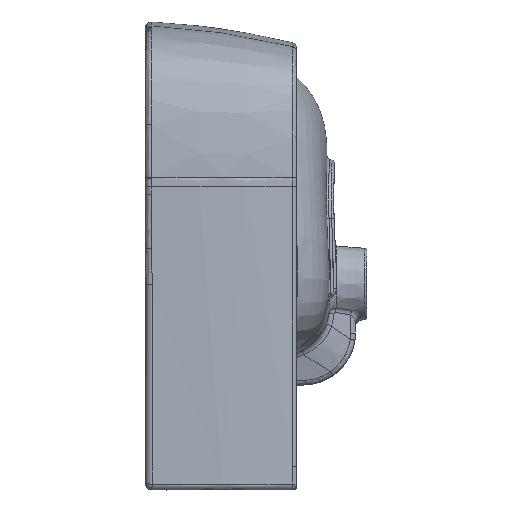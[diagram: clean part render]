
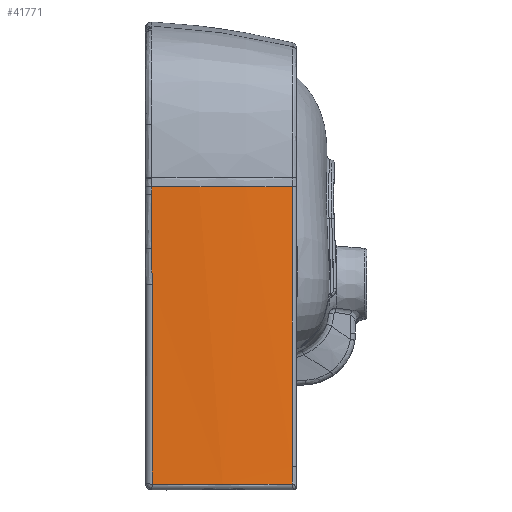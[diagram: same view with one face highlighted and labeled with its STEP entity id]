
A CAD part, left-side view. The second image highlights one B-rep face of the part: STEP entity #41771.
In plain terms, the highlighted cylindrical face has radius 720.267 mm (diameter 1440.53 mm), a partial arc.
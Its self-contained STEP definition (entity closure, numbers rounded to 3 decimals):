
#2716=DIRECTION('',(0.,0.,1.));
#2717=VECTOR('',#2716,269.331);
#2718=CARTESIAN_POINT('',(-255.442,66.547,
-175.509));
#2719=LINE('',#2718,#2717);
#2741=DIRECTION('',(0.,0.,1.));
#2742=VECTOR('',#2741,16.952);
#2743=CARTESIAN_POINT('',(-255.44,66.547,
-192.461));
#2744=LINE('',#2743,#2742);
#2771=CARTESIAN_POINT('',(-255.44,66.547,
-192.461));
#2853=CARTESIAN_POINT('',(-275.388,201.43,
-192.463));
#2854=CARTESIAN_POINT('',(-274.599,186.278,
-192.473));
#2855=CARTESIAN_POINT('',(-272.063,156.023,
-192.458));
#2856=CARTESIAN_POINT('',(-265.401,110.972,
-192.461));
#2857=CARTESIAN_POINT('',(-259.071,81.279,
-192.465));
#2858=CARTESIAN_POINT('',(-255.44,66.547,
-192.461));
#2898=CARTESIAN_POINT('',(-275.405,201.431,
-0.05));
#8982=CARTESIAN_POINT('',(443.879,238.889,93.882));
#8983=DIRECTION('',(0.,0.,-1.));
#8984=DIRECTION('',(-0.971,-0.239,0.));
#8985=AXIS2_PLACEMENT_3D('',#8982,#8983,#8984);
#9001=DIRECTION('',(0.,0.,1.));
#9002=VECTOR('',#9001,192.413);
#9003=CARTESIAN_POINT('',(-275.388,201.43,
-192.463));
#9004=LINE('',#9003,#9002);
#9005=CARTESIAN_POINT('',(-275.414,201.562,33.956));
#9006=CARTESIAN_POINT('',(-275.415,201.573,36.468));
#9007=CARTESIAN_POINT('',(-275.417,201.595,41.508));
#9008=CARTESIAN_POINT('',(-275.419,201.625,49.295));
#9009=CARTESIAN_POINT('',(-275.421,201.647,57.524));
#9010=CARTESIAN_POINT('',(-275.422,201.66,66.41));
#9011=CARTESIAN_POINT('',(-275.424,201.673,76.018));
#9012=CARTESIAN_POINT('',(-275.425,201.684,82.67));
#9013=CARTESIAN_POINT('',(-275.426,201.691,86.137));
#9014=CARTESIAN_POINT('',(-275.426,201.691,86.137));
#9016=CARTESIAN_POINT('',(-275.426,201.692,86.137));
#9017=CARTESIAN_POINT('',(-275.426,201.697,88.698));
#9018=CARTESIAN_POINT('',(-275.427,201.701,91.259));
#9019=CARTESIAN_POINT('',(-275.427,201.706,93.819));
#9033=CARTESIAN_POINT('',(-275.415,201.564,33.956));
#9034=CARTESIAN_POINT('',(-275.413,201.53,30.246));
#9035=CARTESIAN_POINT('',(-275.409,201.477,22.781));
#9036=CARTESIAN_POINT('',(-275.411,201.517,11.446));
#9037=CARTESIAN_POINT('',(-275.407,201.464,3.797));
#9038=CARTESIAN_POINT('',(-275.405,201.431,
-0.05));
#13541=VERTEX_POINT('',#2771);
#13546=CARTESIAN_POINT('',(-275.387,201.43,
-192.462));
#13547=VERTEX_POINT('',#13546);
#13555=VERTEX_POINT('',#2898);
#13578=CARTESIAN_POINT('',(-255.465,66.549,
93.822));
#13579=VERTEX_POINT('',#13578);
#13580=CARTESIAN_POINT('',(-255.442,66.547,
-175.509));
#13581=VERTEX_POINT('',#13580);
#13582=VERTEX_POINT('',#9033);
#13583=VERTEX_POINT('',#9014);
#13584=VERTEX_POINT('',#9019);
#41753=CARTESIAN_POINT('',(443.905,238.887,
-198.118));
#41754=DIRECTION('',(0.,0.,-1.));
#41755=DIRECTION('',(-0.971,-0.239,0.));
#41756=AXIS2_PLACEMENT_3D('',#41753,#41754,#41755);
#41757=CYLINDRICAL_SURFACE('',#41756,720.267);
#41758=ORIENTED_EDGE('',*,*,#20048,.F.);
#41759=ORIENTED_EDGE('',*,*,#20264,.F.);
#41760=ORIENTED_EDGE('',*,*,#20635,.T.);
#41762=ORIENTED_EDGE('',*,*,#41761,.F.);
#41764=ORIENTED_EDGE('',*,*,#41763,.T.);
#41766=ORIENTED_EDGE('',*,*,#41765,.T.);
#41767=ORIENTED_EDGE('',*,*,#41743,.F.);
#41768=ORIENTED_EDGE('',*,*,#19992,.F.);
#41769=EDGE_LOOP('',(#41758,#41759,#41760,#41762,#41764,#41766,#41767,#41768));
#41770=FACE_OUTER_BOUND('',#41769,.F.);
#41771=ADVANCED_FACE('',(#41770),#41757,.T.);
#2859=B_SPLINE_CURVE_WITH_KNOTS('',3,(#2853,#2854,#2855,#2856,#2857,#2858),
.UNSPECIFIED.,.F.,.F.,(4,1,1,4),(0.,0.333,0.667,1.),
.UNSPECIFIED.);
#8986=CIRCLE('',#8985,720.267);
#9015=B_SPLINE_CURVE_WITH_KNOTS('',3,(#9005,#9006,#9007,#9008,#9009,#9010,#9011,
#9012,#9013,#9014),.UNSPECIFIED.,.F.,.F.,(4,1,1,1,1,1,1,4),(0.,
0.144,0.29,0.448,0.618,
0.801,1.,1.),.UNSPECIFIED.);
#9020=B_SPLINE_CURVE_WITH_KNOTS('',3,(#9016,#9017,#9018,#9019),.UNSPECIFIED.,
.F.,.F.,(4,4),(0.,1.),.UNSPECIFIED.);
#9039=B_SPLINE_CURVE_WITH_KNOTS('',3,(#9033,#9034,#9035,#9036,#9037,#9038),
.UNSPECIFIED.,.F.,.F.,(4,1,1,4),(0.,0.333,0.667,1.),
.UNSPECIFIED.);
#19992=EDGE_CURVE('',#13581,#13579,#2719,.T.);
#20048=EDGE_CURVE('',#13541,#13581,#2744,.T.);
#20264=EDGE_CURVE('',#13547,#13541,#2859,.T.);
#20635=EDGE_CURVE('',#13547,#13555,#9004,.T.);
#41743=EDGE_CURVE('',#13579,#13584,#8986,.T.);
#41761=EDGE_CURVE('',#13582,#13555,#9039,.T.);
#41763=EDGE_CURVE('',#13582,#13583,#9015,.T.);
#41765=EDGE_CURVE('',#13583,#13584,#9020,.T.);
